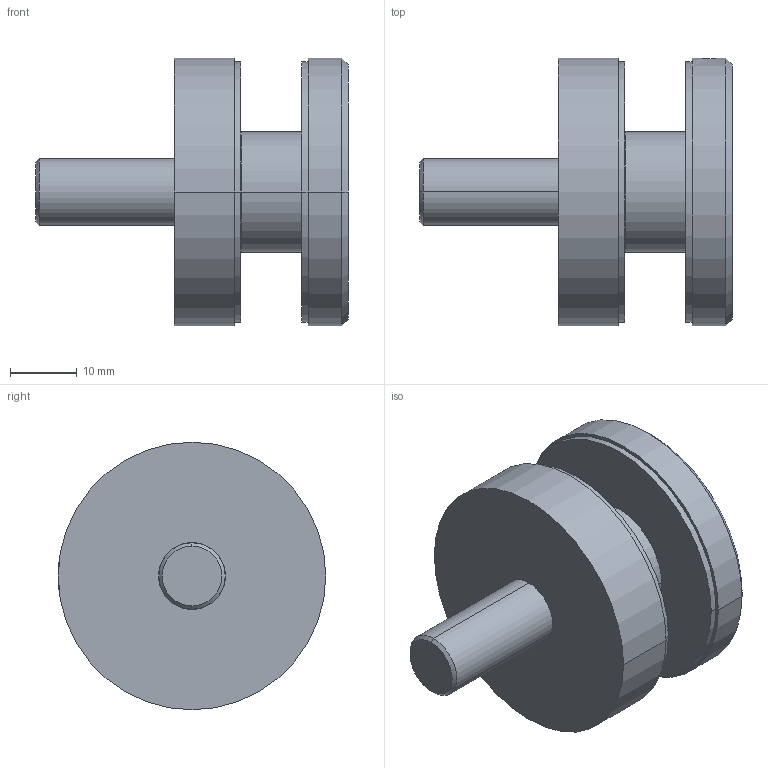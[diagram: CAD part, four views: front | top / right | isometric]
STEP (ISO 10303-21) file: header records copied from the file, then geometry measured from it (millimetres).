
FILE_DESCRIPTION((''),'2;1');
FILE_NAME('2942','2022-03-19T11:38:07',('Gogel'),('Gerresheimer Regensburg GmbH'),'CREO PARAMETRIC BY PTC INC, 2018420','CREO PARAMETRIC BY PTC INC, 2018420','');
FILE_SCHEMA(('AUTOMOTIVE_DESIGN { 1 0 10303 214 1 1 1 1 }'));
Length unit declared in the file: millimetre
Products named in the file (1): 2942
Bounding box: 46.75 x 40 x 40 mm (x, y, z)
Volume: 24990.8 mm3; surface area: 9427.6 mm2
Topology: 2 solids, 2 shells, 34 faces, 71 edges, 43 vertices
Faces by surface type: cylinder 18, cone 8, plane 8
Entity records: 1271 total; most frequent: DIRECTION 206, CARTESIAN_POINT 203, ORIENTED_EDGE 138, AXIS2_PLACEMENT_3D 86, EDGE_CURVE 69, VERTEX_POINT 43, COLOUR_RGB 42, EDGE_LOOP 40
